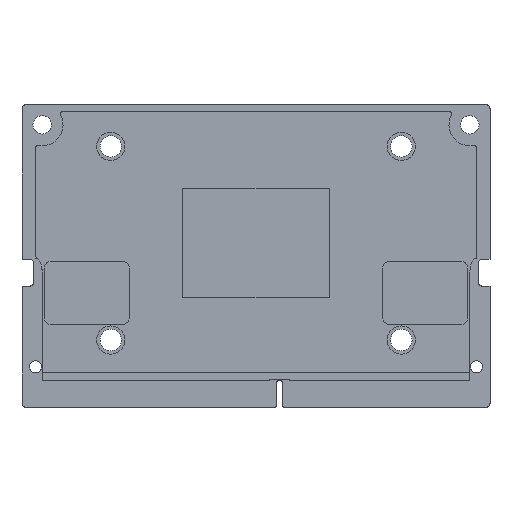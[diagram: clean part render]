
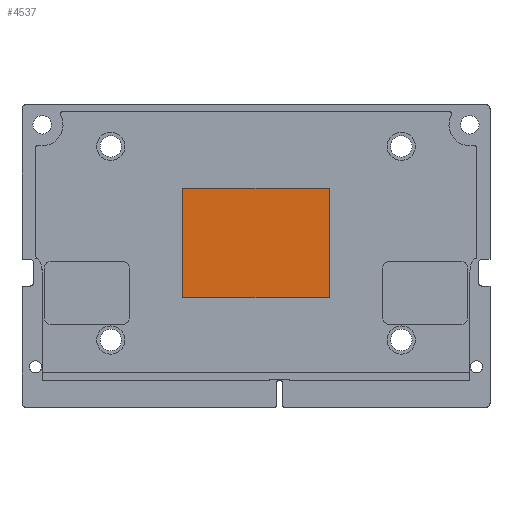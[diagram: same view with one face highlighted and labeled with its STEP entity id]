
A CAD part, top view. The second image highlights one B-rep face of the part: STEP entity #4537.
In plain terms, the highlighted planar face has unit normal (0, 0, 1).
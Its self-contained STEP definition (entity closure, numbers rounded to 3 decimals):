
#1582=DIRECTION('',(-1.,0.,0.));
#1583=VECTOR('',#1582,21.75);
#1584=CARTESIAN_POINT('',(43.675,26.545,3.445));
#1585=LINE('',#1584,#1583);
#1589=DIRECTION('',(0.,1.,0.));
#1590=VECTOR('',#1589,16.29);
#1591=CARTESIAN_POINT('',(43.675,10.255,3.445));
#1592=LINE('',#1591,#1590);
#1596=DIRECTION('',(1.,0.,0.));
#1597=VECTOR('',#1596,21.75);
#1598=CARTESIAN_POINT('',(21.925,10.255,3.445));
#1599=LINE('',#1598,#1597);
#1603=DIRECTION('',(0.,-1.,0.));
#1604=VECTOR('',#1603,16.29);
#1605=CARTESIAN_POINT('',(21.925,26.545,3.445));
#1606=LINE('',#1605,#1604);
#3115=CARTESIAN_POINT('',(43.675,26.545,3.445));
#3116=CARTESIAN_POINT('',(21.925,26.545,3.445));
#3117=VERTEX_POINT('',#3115);
#3118=VERTEX_POINT('',#3116);
#3119=CARTESIAN_POINT('',(21.925,10.255,3.445));
#3120=VERTEX_POINT('',#3119);
#3121=CARTESIAN_POINT('',(43.675,10.255,3.445));
#3122=VERTEX_POINT('',#3121);
#4526=CARTESIAN_POINT('',(0.,0.,3.445));
#4527=DIRECTION('',(0.,0.,1.));
#4528=DIRECTION('',(1.,0.,0.));
#4529=AXIS2_PLACEMENT_3D('',#4526,#4527,#4528);
#4530=PLANE('',#4529);
#4531=ORIENTED_EDGE('',*,*,#4478,.F.);
#4532=ORIENTED_EDGE('',*,*,#4493,.F.);
#4533=ORIENTED_EDGE('',*,*,#4507,.F.);
#4534=ORIENTED_EDGE('',*,*,#4520,.F.);
#4535=EDGE_LOOP('',(#4531,#4532,#4533,#4534));
#4536=FACE_OUTER_BOUND('',#4535,.F.);
#4537=ADVANCED_FACE('',(#4536),#4530,.T.);
#4478=EDGE_CURVE('',#3117,#3118,#1585,.T.);
#4493=EDGE_CURVE('',#3122,#3117,#1592,.T.);
#4507=EDGE_CURVE('',#3120,#3122,#1599,.T.);
#4520=EDGE_CURVE('',#3118,#3120,#1606,.T.);
